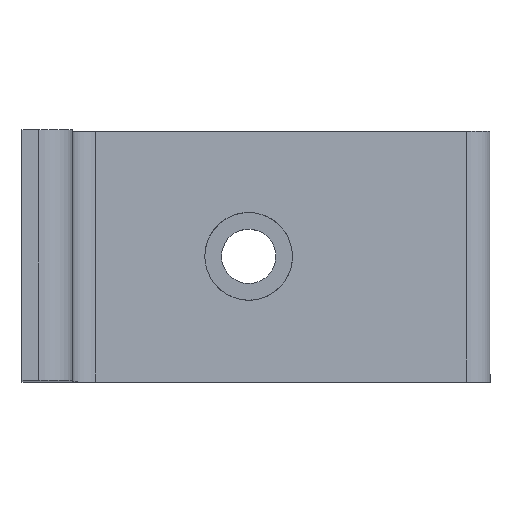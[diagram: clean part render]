
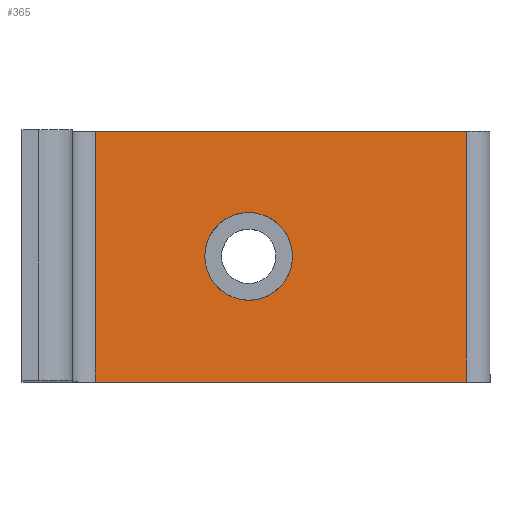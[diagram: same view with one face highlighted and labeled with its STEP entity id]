
A CAD part, top view. The second image highlights one B-rep face of the part: STEP entity #365.
In plain terms, the highlighted planar face has unit normal (0.07, 0, 0.998).
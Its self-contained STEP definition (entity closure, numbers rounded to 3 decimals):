
#15=FACE_BOUND('',#58,.T.);
#22=ELLIPSE('',#402,5.263,5.25);
#23=PLANE('',#401);
#37=FACE_OUTER_BOUND('',#57,.T.);
#57=EDGE_LOOP('',(#259,#260,#261,#262,#263,#264));
#58=EDGE_LOOP('',(#265));
#83=LINE('',#545,#120);
#85=LINE('',#551,#122);
#86=LINE('',#553,#123);
#87=LINE('',#555,#124);
#88=LINE('',#557,#125);
#89=LINE('',#558,#126);
#120=VECTOR('',#438,10.);
#122=VECTOR('',#444,10.);
#123=VECTOR('',#445,10.);
#124=VECTOR('',#446,10.);
#125=VECTOR('',#447,10.);
#126=VECTOR('',#448,10.);
#171=VERTEX_POINT('',#542);
#172=VERTEX_POINT('',#544);
#174=VERTEX_POINT('',#550);
#175=VERTEX_POINT('',#552);
#176=VERTEX_POINT('',#554);
#177=VERTEX_POINT('',#556);
#178=VERTEX_POINT('',#559);
#205=EDGE_CURVE('',#171,#172,#83,.T.);
#208=EDGE_CURVE('',#172,#174,#85,.T.);
#209=EDGE_CURVE('',#171,#175,#86,.F.);
#210=EDGE_CURVE('',#176,#175,#87,.T.);
#211=EDGE_CURVE('',#176,#177,#88,.F.);
#212=EDGE_CURVE('',#177,#174,#89,.F.);
#213=EDGE_CURVE('',#178,#178,#22,.T.);
#259=ORIENTED_EDGE('',*,*,#208,.F.);
#260=ORIENTED_EDGE('',*,*,#205,.F.);
#261=ORIENTED_EDGE('',*,*,#209,.T.);
#262=ORIENTED_EDGE('',*,*,#210,.F.);
#263=ORIENTED_EDGE('',*,*,#211,.T.);
#264=ORIENTED_EDGE('',*,*,#212,.T.);
#265=ORIENTED_EDGE('',*,*,#213,.T.);
#365=ADVANCED_FACE('',(#37,#15),#23,.T.);
#401=AXIS2_PLACEMENT_3D('',#549,#442,#443);
#402=AXIS2_PLACEMENT_3D('',#560,#449,#450);
#438=DIRECTION('',(0.,1.,0.));
#442=DIRECTION('center_axis',(0.07,0.,
0.998));
#443=DIRECTION('ref_axis',(-0.998,0.,0.07));
#444=DIRECTION('',(-0.998,0.,0.07));
#445=DIRECTION('',(-0.998,0.,0.07));
#446=DIRECTION('',(0.,-1.,0.));
#447=DIRECTION('',(0.998,0.,-0.07));
#448=DIRECTION('',(0.,1.,0.));
#449=DIRECTION('center_axis',(-0.07,0.,
-0.998));
#450=DIRECTION('ref_axis',(0.998,0.,-0.07));
#542=CARTESIAN_POINT('',(8.791,-64.614,-85.511));
#544=CARTESIAN_POINT('',(8.791,-34.641,-85.511));
#545=CARTESIAN_POINT('',(8.791,-66.168,-85.511));
#549=CARTESIAN_POINT('Origin',(15.532,-82.695,-85.983));
#550=CARTESIAN_POINT('',(0.008,-34.641,-84.897));
#551=CARTESIAN_POINT('',(7.134,-34.641,-85.395));
#552=CARTESIAN_POINT('',(53.217,-64.614,-88.618));
#553=CARTESIAN_POINT('',(21.925,-64.614,-86.43));
#554=CARTESIAN_POINT('',(53.217,-34.614,-88.618));
#555=CARTESIAN_POINT('',(53.217,-66.154,-88.618));
#556=CARTESIAN_POINT('',(0.008,-34.614,-84.897));
#557=CARTESIAN_POINT('',(21.925,-34.614,-86.43));
#558=CARTESIAN_POINT('',(0.008,-66.154,-84.897));
#559=CARTESIAN_POINT('',(21.877,-49.571,-86.426));
#560=CARTESIAN_POINT('Origin',(27.127,-49.571,-86.794));
